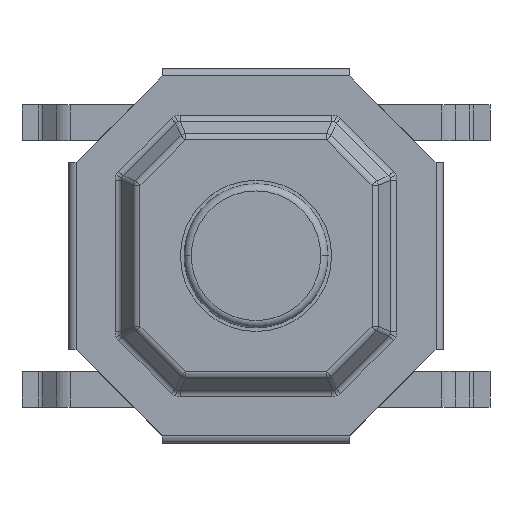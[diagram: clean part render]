
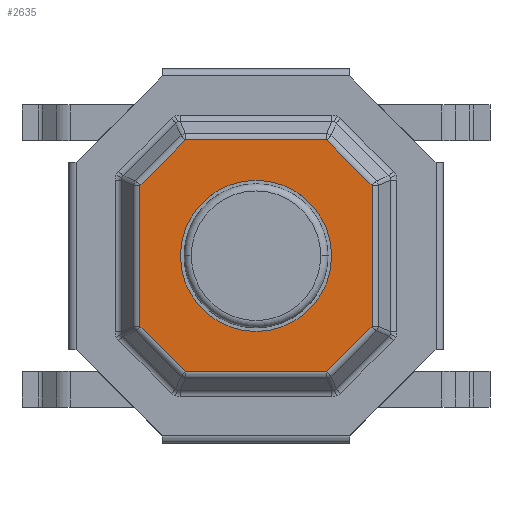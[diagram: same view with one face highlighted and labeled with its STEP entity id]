
A CAD part, top view. The second image highlights one B-rep face of the part: STEP entity #2635.
In plain terms, the highlighted planar face has unit normal (0, 0, 1).
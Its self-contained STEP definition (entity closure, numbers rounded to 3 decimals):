
#85 = VECTOR ( 'NONE', #15339, 1000. ) ;
#595 = CARTESIAN_POINT ( 'NONE',  ( 1.296, -1.296, 1.2 ) ) ;
#647 = LINE ( 'NONE', #12067, #13282 ) ;
#887 = VERTEX_POINT ( 'NONE', #9982 ) ;
#1232 = DIRECTION ( 'NONE',  ( -0.707, -0.707, 0. ) ) ;
#1306 = ORIENTED_EDGE ( 'NONE', *, *, #10781, .T. ) ;
#2063 = DIRECTION ( 'NONE',  ( 0.707, 0.707, 0. ) ) ;
#2371 = FACE_OUTER_BOUND ( 'NONE', #9817, .T. ) ;
#2635 = ADVANCED_FACE ( 'NONE', ( #2371, #6792 ), #12323, .F. ) ;
#2748 = EDGE_CURVE ( 'NONE', #8762, #8382, #11062, .T. ) ;
#3188 = AXIS2_PLACEMENT_3D ( 'NONE', #12428, #9683, #14112 ) ;
#3438 = VERTEX_POINT ( 'NONE', #16055 ) ;
#3664 = EDGE_LOOP ( 'NONE', ( #11373, #18698 ) ) ;
#3864 = CARTESIAN_POINT ( 'NONE',  ( 1.296, 1.296, 1.2 ) ) ;
#4052 = CARTESIAN_POINT ( 'NONE',  ( 0., -1.611, 1.2 ) ) ;
#4107 = DIRECTION ( 'NONE',  ( 0., 0., -1. ) ) ;
#5137 = CARTESIAN_POINT ( 'NONE',  ( 1.611, 0., 1.2 ) ) ;
#5435 = VERTEX_POINT ( 'NONE', #9687 ) ;
#5935 = EDGE_CURVE ( 'NONE', #887, #8695, #7605, .T. ) ;
#6349 = CARTESIAN_POINT ( 'NONE',  ( -1.611, 0.98, 1.2 ) ) ;
#6601 = VERTEX_POINT ( 'NONE', #11085 ) ;
#6792 = FACE_BOUND ( 'NONE', #3664, .T. ) ;
#6881 = VECTOR ( 'NONE', #14346, 1000. ) ;
#6914 = CARTESIAN_POINT ( 'NONE',  ( -1.611, -0.98, 1.2 ) ) ;
#6926 = DIRECTION ( 'NONE',  ( 1., 0., 0. ) ) ;
#6938 = ORIENTED_EDGE ( 'NONE', *, *, #15500, .T. ) ;
#7149 = CARTESIAN_POINT ( 'NONE',  ( 0., 1.611, 1.2 ) ) ;
#7319 = DIRECTION ( 'NONE',  ( 1., 0., 0. ) ) ;
#7605 = CIRCLE ( 'NONE', #10079, 1.05 ) ;
#7899 = LINE ( 'NONE', #595, #16748 ) ;
#7919 = CARTESIAN_POINT ( 'NONE',  ( -0.98, 1.611, 1.2 ) ) ;
#8382 = VERTEX_POINT ( 'NONE', #13307 ) ;
#8406 = ORIENTED_EDGE ( 'NONE', *, *, #18462, .T. ) ;
#8447 = CARTESIAN_POINT ( 'NONE',  ( -1.296, 1.296, 1.2 ) ) ;
#8548 = LINE ( 'NONE', #8447, #12925 ) ;
#8695 = VERTEX_POINT ( 'NONE', #16430 ) ;
#8762 = VERTEX_POINT ( 'NONE', #17796 ) ;
#9224 = DIRECTION ( 'NONE',  ( 0., -1., 0. ) ) ;
#9683 = DIRECTION ( 'NONE',  ( 0., 0., 1. ) ) ;
#9687 = CARTESIAN_POINT ( 'NONE',  ( 0.98, -1.611, 1.2 ) ) ;
#9741 = LINE ( 'NONE', #7149, #6881 ) ;
#9817 = EDGE_LOOP ( 'NONE', ( #18361, #1306, #6938, #8406, #13383, #10176, #10380, #18164 ) ) ;
#9982 = CARTESIAN_POINT ( 'NONE',  ( 1.05, 0., 1.2 ) ) ;
#10045 = DIRECTION ( 'NONE',  ( -1., 0., 0. ) ) ;
#10079 = AXIS2_PLACEMENT_3D ( 'NONE', #16068, #17233, #7319 ) ;
#10176 = ORIENTED_EDGE ( 'NONE', *, *, #17208, .T. ) ;
#10380 = ORIENTED_EDGE ( 'NONE', *, *, #2748, .T. ) ;
#10727 = CARTESIAN_POINT ( 'NONE',  ( -1.296, -1.296, 1.2 ) ) ;
#10781 = EDGE_CURVE ( 'NONE', #14091, #16289, #8548, .T. ) ;
#11062 = LINE ( 'NONE', #5137, #18341 ) ;
#11085 = CARTESIAN_POINT ( 'NONE',  ( -0.98, -1.611, 1.2 ) ) ;
#11373 = ORIENTED_EDGE ( 'NONE', *, *, #5935, .F. ) ;
#11629 = VERTEX_POINT ( 'NONE', #6914 ) ;
#12067 = CARTESIAN_POINT ( 'NONE',  ( -1.611, 0., 1.2 ) ) ;
#12323 = PLANE ( 'NONE',  #13138 ) ;
#12428 = CARTESIAN_POINT ( 'NONE',  ( 0., 0., 1.2 ) ) ;
#12488 = DIRECTION ( 'NONE',  ( 0., 1., 0. ) ) ;
#12564 = LINE ( 'NONE', #3864, #16070 ) ;
#12925 = VECTOR ( 'NONE', #1232, 1000. ) ;
#13138 = AXIS2_PLACEMENT_3D ( 'NONE', #13201, #4107, #10045 ) ;
#13201 = CARTESIAN_POINT ( 'NONE',  ( 0., 0., 1.2 ) ) ;
#13282 = VECTOR ( 'NONE', #9224, 1000. ) ;
#13307 = CARTESIAN_POINT ( 'NONE',  ( 1.611, 0.98, 1.2 ) ) ;
#13383 = ORIENTED_EDGE ( 'NONE', *, *, #13614, .T. ) ;
#13614 = EDGE_CURVE ( 'NONE', #6601, #5435, #17103, .T. ) ;
#14091 = VERTEX_POINT ( 'NONE', #7919 ) ;
#14112 = DIRECTION ( 'NONE',  ( 1., 0., 0. ) ) ;
#14144 = DIRECTION ( 'NONE',  ( -0.707, 0.707, 0. ) ) ;
#14346 = DIRECTION ( 'NONE',  ( -1., 0., 0. ) ) ;
#14685 = EDGE_CURVE ( 'NONE', #8382, #3438, #12564, .T. ) ;
#14870 = EDGE_CURVE ( 'NONE', #8695, #887, #15151, .T. ) ;
#14938 = EDGE_CURVE ( 'NONE', #3438, #14091, #9741, .T. ) ;
#15151 = CIRCLE ( 'NONE', #3188, 1.05 ) ;
#15242 = LINE ( 'NONE', #10727, #85 ) ;
#15339 = DIRECTION ( 'NONE',  ( 0.707, -0.707, 0. ) ) ;
#15388 = VECTOR ( 'NONE', #6926, 1000. ) ;
#15500 = EDGE_CURVE ( 'NONE', #16289, #11629, #647, .T. ) ;
#16055 = CARTESIAN_POINT ( 'NONE',  ( 0.98, 1.611, 1.2 ) ) ;
#16068 = CARTESIAN_POINT ( 'NONE',  ( 0., 0., 1.2 ) ) ;
#16070 = VECTOR ( 'NONE', #14144, 1000. ) ;
#16289 = VERTEX_POINT ( 'NONE', #6349 ) ;
#16430 = CARTESIAN_POINT ( 'NONE',  ( -1.05, 0., 1.2 ) ) ;
#16748 = VECTOR ( 'NONE', #2063, 1000. ) ;
#17103 = LINE ( 'NONE', #4052, #15388 ) ;
#17208 = EDGE_CURVE ( 'NONE', #5435, #8762, #7899, .T. ) ;
#17233 = DIRECTION ( 'NONE',  ( 0., 0., 1. ) ) ;
#17796 = CARTESIAN_POINT ( 'NONE',  ( 1.611, -0.98, 1.2 ) ) ;
#18164 = ORIENTED_EDGE ( 'NONE', *, *, #14685, .T. ) ;
#18341 = VECTOR ( 'NONE', #12488, 1000. ) ;
#18361 = ORIENTED_EDGE ( 'NONE', *, *, #14938, .T. ) ;
#18462 = EDGE_CURVE ( 'NONE', #11629, #6601, #15242, .T. ) ;
#18698 = ORIENTED_EDGE ( 'NONE', *, *, #14870, .F. ) ;
